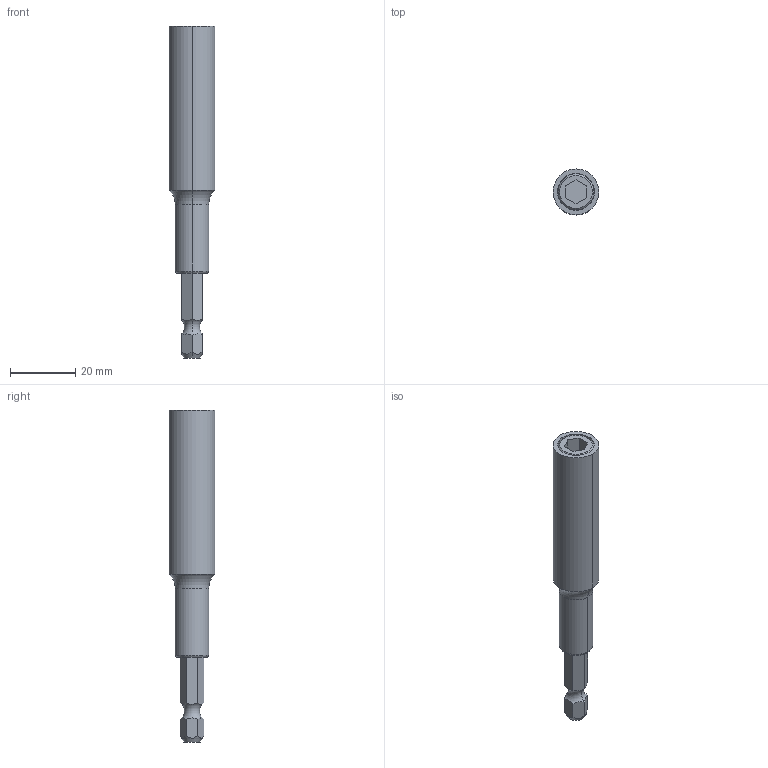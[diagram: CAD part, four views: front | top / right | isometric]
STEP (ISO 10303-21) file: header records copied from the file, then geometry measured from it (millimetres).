
FILE_DESCRIPTION((''),'2;1');
FILE_NAME('4027101741_ASM','2023-09-01T08:18:30',('a00565553'),(''),'CREO PARAMETRIC BY PTC INC, 2022414','CREO PARAMETRIC BY PTC INC, 2022414','');
FILE_SCHEMA(('CONFIG_CONTROL_DESIGN','GEOMETRIC_VALIDATION_PROPERTIES_MIM'));
Length unit declared in the file: millimetre
Products named in the file (3): 4027911209; 4027299491; 4027101741_ASM
Assembly tree (2 placements, depth 2):
  4027101741_ASM
    4027911209
    4027299491
Bounding box: 14.1 x 14.1 x 102 mm (x, y, z)
Volume: 9904.7 mm3; surface area: 8746.7 mm2
Topology: 2 solids, 2 shells, 63 faces, 136 edges, 78 vertices
Faces by surface type: plane 23, cylinder 18, torus 10, cone 10, bspline 2
Entity records: 2538 total; most frequent: CARTESIAN_POINT 537, DIRECTION 304, ORIENTED_EDGE 272, PRESENTATION_STYLE_ASSIGNMENT 138, STYLED_ITEM 138, CURVE_STYLE 136, EDGE_CURVE 136, AXIS2_PLACEMENT_3D 120
